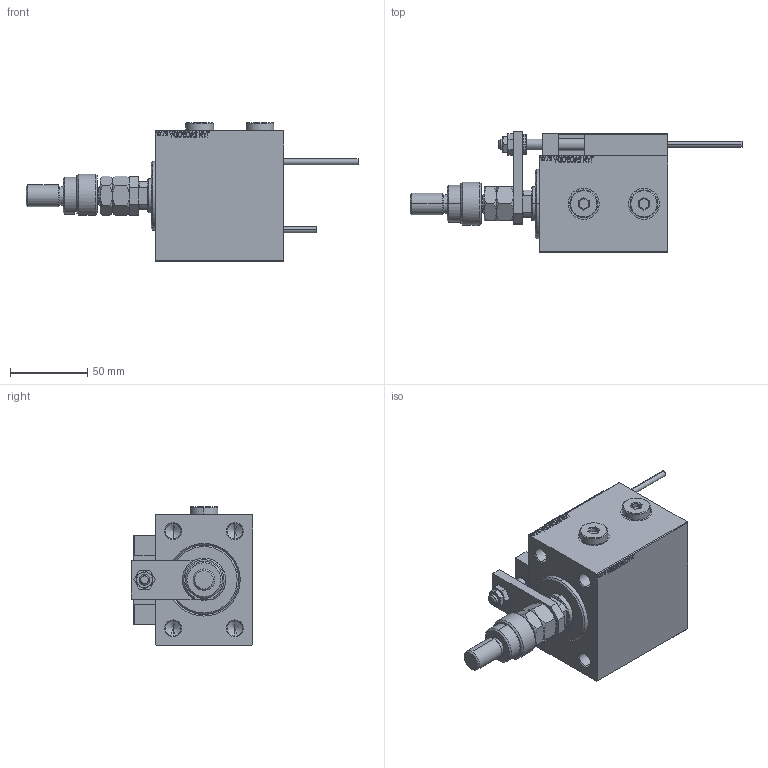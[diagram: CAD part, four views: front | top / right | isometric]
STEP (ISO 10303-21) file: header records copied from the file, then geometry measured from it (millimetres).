
FILE_DESCRIPTION (( 'STEP AP203' ), '1' );
FILE_NAME ('070d.STEP', '2024-02-13T01:56:33', ( '' ), ( '' ), 'SwSTEP 2.0', 'SolidWorks 2019', '' );
FILE_SCHEMA (( 'CONFIG_CONTROL_DESIGN' ));
Length unit declared in the file: millimetre
Products named in the file (20): FEMALE_PART_FOR_DFA 7b91ab0a7ed381d370cf9be4dc32a7b8; NUT_D12 7b91ab0a7ed381d370cf9be4dc32a7b8; SWITCH DIM B,W 7b91ab0a7ed381d370cf9be4dc32a7b8; SWITCH_X_FRONT_BACK 7b91ab0a7ed381d370cf9be4dc32a7b8; Zatka_OIL_PORT 7b91ab0a7ed381d370cf9be4dc32a7b8; NUT_D10 7b91ab0a7ed381d370cf9be4dc32a7b8; TYC_L79 7b91ab0a7ed381d370cf9be4dc32a7b8; V450CM_B_Body 7b91ab0a7ed381d370cf9be4dc32a7b8; MFA 7b91ab0a7ed381d370cf9be4dc32a7b8; ALLEN BOLT D8 7b91ab0a7ed381d370cf9be4dc32a7b8; V450CM_VC_B 7b91ab0a7ed381d370cf9be4dc32a7b8; SWITCH X 7b91ab0a7ed381d370cf9be4dc32a7b8; X_Y_DFA 7b91ab0a7ed381d370cf9be4dc32a7b8; ZARAZKA 7b91ab0a7ed381d370cf9be4dc32a7b8; KONCOVKA 7b91ab0a7ed381d370cf9be4dc32a7b8; ALLEN BOLT D5 7b91ab0a7ed381d370cf9be4dc32a7b8; Block 7b91ab0a7ed381d370cf9be4dc32a7b8; MAGNET 7b91ab0a7ed381d370cf9be4dc32a7b8; V450CM_B_VCP 7b91ab0a7ed381d370cf9be4dc32a7b8; 070d
Assembly tree (30 placements, depth 3):
  070d
    V450CM_B_Body 7b91ab0a7ed381d370cf9be4dc32a7b8
    V450CM_B_VCP 7b91ab0a7ed381d370cf9be4dc32a7b8
    SWITCH X 7b91ab0a7ed381d370cf9be4dc32a7b8
      SWITCH_X_FRONT_BACK 7b91ab0a7ed381d370cf9be4dc32a7b8  x2
      TYC_L79 7b91ab0a7ed381d370cf9be4dc32a7b8
      Block 7b91ab0a7ed381d370cf9be4dc32a7b8  x2
      ALLEN BOLT D5 7b91ab0a7ed381d370cf9be4dc32a7b8  x4
      ALLEN BOLT D8 7b91ab0a7ed381d370cf9be4dc32a7b8  x4
      MAGNET 7b91ab0a7ed381d370cf9be4dc32a7b8  x2
      KONCOVKA 7b91ab0a7ed381d370cf9be4dc32a7b8  x2
    NUT_D10 7b91ab0a7ed381d370cf9be4dc32a7b8
    NUT_D12 7b91ab0a7ed381d370cf9be4dc32a7b8
    SWITCH DIM B,W 7b91ab0a7ed381d370cf9be4dc32a7b8
    ZARAZKA 7b91ab0a7ed381d370cf9be4dc32a7b8
    V450CM_VC_B 7b91ab0a7ed381d370cf9be4dc32a7b8
    X_Y_DFA 7b91ab0a7ed381d370cf9be4dc32a7b8
      FEMALE_PART_FOR_DFA 7b91ab0a7ed381d370cf9be4dc32a7b8
      MFA 7b91ab0a7ed381d370cf9be4dc32a7b8
    Zatka_OIL_PORT 7b91ab0a7ed381d370cf9be4dc32a7b8  x2
Bounding box: 215 x 78.5 x 89.9 mm (x, y, z)
Volume: 491570.9 mm3; surface area: 100382.9 mm2
Topology: 28 solids, 28 shells, 1455 faces, 3446 edges, 2170 vertices
Faces by surface type: plane 623, bspline 380, cylinder 211, cone 189, torus 48, sphere 4
Entity records: 55153 total; most frequent: CARTESIAN_POINT 27118, ORIENTED_EDGE 5800, DIRECTION 4147, EDGE_CURVE 2900, VERTEX_POINT 1870, VECTOR 1629, LINE 1629, EDGE_LOOP 1352
